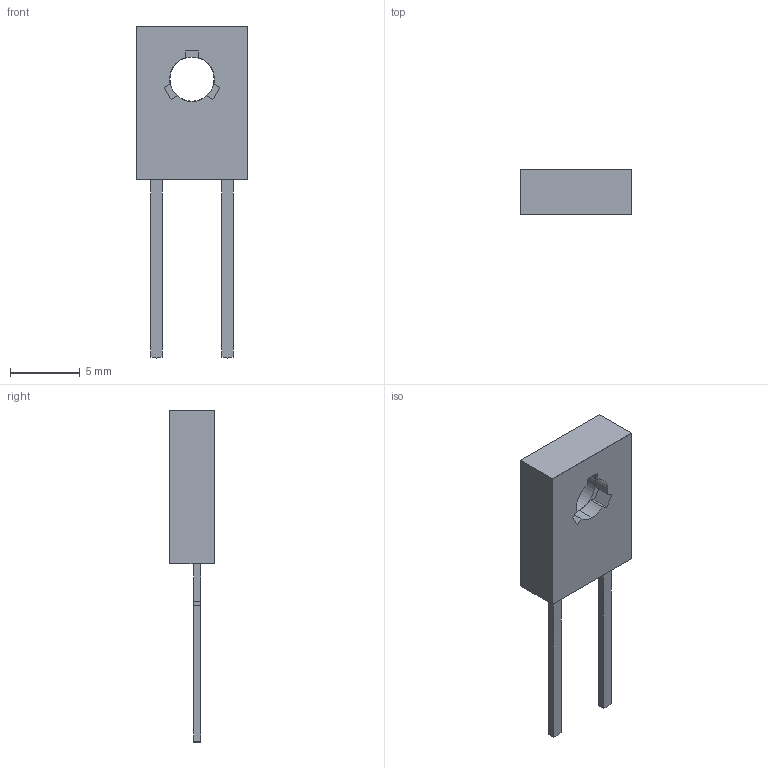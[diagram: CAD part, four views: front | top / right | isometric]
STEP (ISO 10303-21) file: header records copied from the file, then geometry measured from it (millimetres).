
FILE_DESCRIPTION(('FreeCAD Model'),'2;1');
FILE_NAME('TO-126-2_Vertical.step','2018-04-07T21:09:59',('kicad StepUp'),( 'ksu MCAD'),'Open CASCADE STEP processor 6.8','FreeCAD','Unknown');
FILE_SCHEMA(('AUTOMOTIVE_DESIGN_CC2 { 1 2 10303 214 -1 1 5 4 }'));
Length unit declared in the file: millimetre
Products named in the file (1): TO-126-2_Vertical
Bounding box: 8 x 3.25 x 23.75 mm (x, y, z)
Volume: 268.7 mm3; surface area: 387.8 mm2
Topology: 1 solids, 1 shells, 56 faces, 150 edges, 100 vertices
Faces by surface type: plane 45, cylinder 11
Full cylindrical faces by diameter (mm): 3.16 x1, 3.2 x1, 4 x1
Entity records: 1280 total; most frequent: ORIENTED_EDGE 231, EDGE_CURVE 150, CARTESIAN_POINT 144, LINE 125, VERTEX_POINT 100, DIRECTION 85, AXIS2_PLACEMENT_3D 68, FACE_BOUND 62
